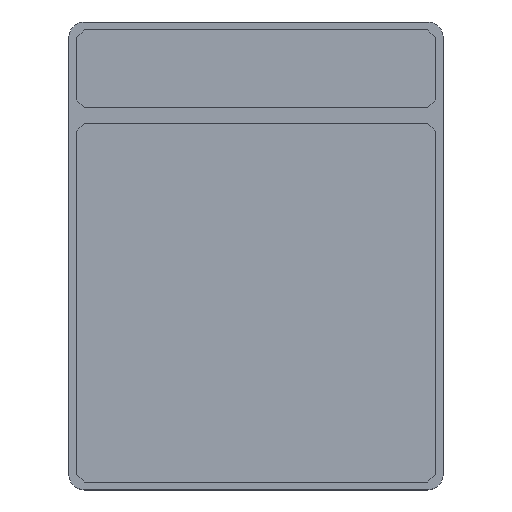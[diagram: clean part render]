
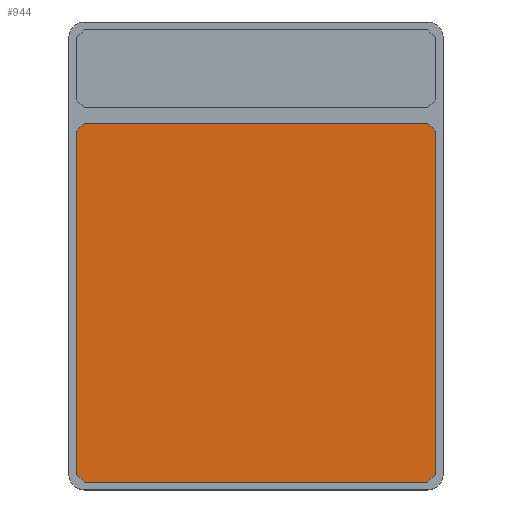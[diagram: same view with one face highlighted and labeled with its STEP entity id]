
A CAD part, top view. The second image highlights one B-rep face of the part: STEP entity #944.
In plain terms, the highlighted planar face has unit normal (0, 0, 1).
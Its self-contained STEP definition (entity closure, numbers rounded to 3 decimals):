
#140=CARTESIAN_POINT('',(2.,17.001,6.5));
#141=VERTEX_POINT('',#140);
#148=CARTESIAN_POINT('',(46.,17.001,6.5));
#149=VERTEX_POINT('',#148);
#150=CARTESIAN_POINT('',(46.,17.001,6.5));
#151=DIRECTION('',(-1.0,0.0,0.0));
#152=VECTOR('',#151,44.);
#153=LINE('',#150,#152);
#154=EDGE_CURVE('',#149,#141,#153,.T.);
#178=CARTESIAN_POINT('',(1.,16.,6.5));
#179=VERTEX_POINT('',#178);
#186=CARTESIAN_POINT('',(2.,17.001,6.5));
#187=DIRECTION('',(-0.707,-0.707,0.0));
#188=VECTOR('',#187,1.415);
#189=LINE('',#186,#188);
#190=EDGE_CURVE('',#141,#179,#189,.T.);
#209=CARTESIAN_POINT('',(1.,-28.,6.5));
#210=VERTEX_POINT('',#209);
#217=CARTESIAN_POINT('',(1.,16.,6.5));
#218=DIRECTION('',(0.0,-1.0,0.0));
#219=VECTOR('',#218,44.);
#220=LINE('',#217,#219);
#221=EDGE_CURVE('',#179,#210,#220,.T.);
#240=CARTESIAN_POINT('',(2.,-28.999,6.5));
#241=VERTEX_POINT('',#240);
#248=CARTESIAN_POINT('',(1.,-28.,6.5));
#249=DIRECTION('',(0.707,-0.707,0.0));
#250=VECTOR('',#249,1.414);
#251=LINE('',#248,#250);
#252=EDGE_CURVE('',#210,#241,#251,.T.);
#271=CARTESIAN_POINT('',(46.,-28.999,6.5));
#272=VERTEX_POINT('',#271);
#279=CARTESIAN_POINT('',(2.,-28.999,6.5));
#280=DIRECTION('',(1.0,0.0,0.0));
#281=VECTOR('',#280,44.);
#282=LINE('',#279,#281);
#283=EDGE_CURVE('',#241,#272,#282,.T.);
#302=CARTESIAN_POINT('',(47.,-28.,6.5));
#303=VERTEX_POINT('',#302);
#310=CARTESIAN_POINT('',(46.,-28.999,6.5));
#311=DIRECTION('',(0.707,0.707,0.0));
#312=VECTOR('',#311,1.413);
#313=LINE('',#310,#312);
#314=EDGE_CURVE('',#272,#303,#313,.T.);
#333=CARTESIAN_POINT('',(47.,16.,6.5));
#334=VERTEX_POINT('',#333);
#341=CARTESIAN_POINT('',(47.,-28.,6.5));
#342=DIRECTION('',(0.0,1.0,0.0));
#343=VECTOR('',#342,44.);
#344=LINE('',#341,#343);
#345=EDGE_CURVE('',#303,#334,#344,.T.);
#363=CARTESIAN_POINT('',(47.,16.,6.5));
#364=DIRECTION('',(-0.707,0.707,0.0));
#365=VECTOR('',#364,1.414);
#366=LINE('',#363,#365);
#367=EDGE_CURVE('',#334,#149,#366,.T.);
#929=CARTESIAN_POINT('',(24.,0.001,6.5));
#930=DIRECTION('',(0.0,0.0,1.0));
#931=DIRECTION('',(1.0,0.0,0.0));
#932=AXIS2_PLACEMENT_3D('',#929,#930,#931);
#933=PLANE('',#932);
#934=ORIENTED_EDGE('',*,*,#154,.T.);
#935=ORIENTED_EDGE('',*,*,#190,.T.);
#936=ORIENTED_EDGE('',*,*,#221,.T.);
#937=ORIENTED_EDGE('',*,*,#252,.T.);
#938=ORIENTED_EDGE('',*,*,#283,.T.);
#939=ORIENTED_EDGE('',*,*,#314,.T.);
#940=ORIENTED_EDGE('',*,*,#345,.T.);
#941=ORIENTED_EDGE('',*,*,#367,.T.);
#942=EDGE_LOOP('',(#934,#935,#936,#937,#938,#939,#940,#941));
#943=FACE_OUTER_BOUND('',#942,.T.);
#944=ADVANCED_FACE('',(#943),#933,.T.);
